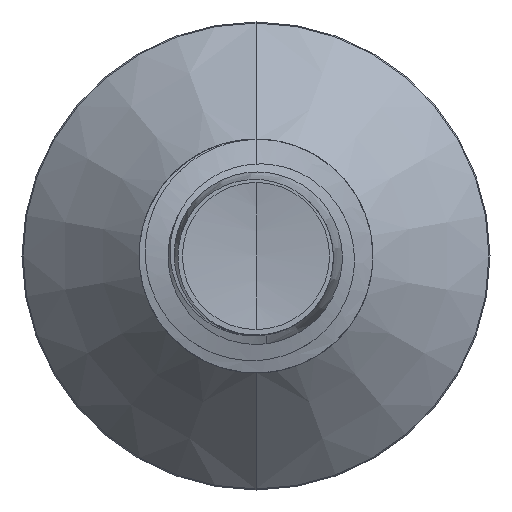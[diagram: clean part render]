
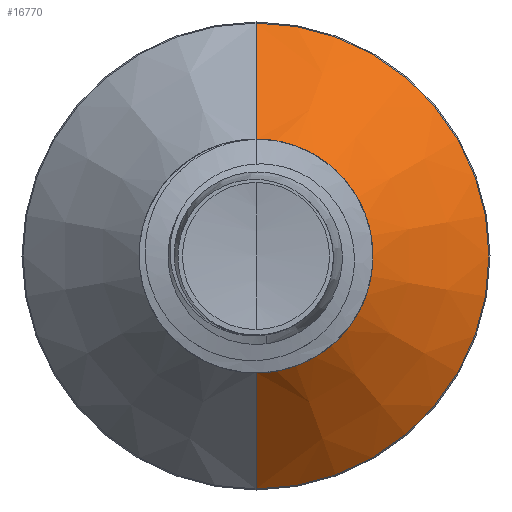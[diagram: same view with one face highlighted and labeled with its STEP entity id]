
A CAD part, front view. The second image highlights one B-rep face of the part: STEP entity #16770.
In plain terms, the highlighted conical face has half-angle 45 degrees and reference radius 0.996 mm.
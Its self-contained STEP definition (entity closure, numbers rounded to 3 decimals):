
#456 = DIRECTION ( 'NONE',  ( 0., 1., 0. ) ) ;
#800 = DIRECTION ( 'NONE',  ( 0., 1., 0. ) ) ;
#1092 = EDGE_CURVE ( 'NONE', #6292, #17749, #12554, .T. ) ;
#1463 = ORIENTED_EDGE ( 'NONE', *, *, #10760, .T. ) ;
#2916 = FACE_OUTER_BOUND ( 'NONE', #17220, .T. ) ;
#3549 = CARTESIAN_POINT ( 'NONE',  ( 0., 5.641, 0. ) ) ;
#4081 = AXIS2_PLACEMENT_3D ( 'NONE', #9900, #800, #11405 ) ;
#4915 = EDGE_CURVE ( 'NONE', #17749, #17735, #12319, .T. ) ;
#5097 = DIRECTION ( 'NONE',  ( 0., 0., 1. ) ) ;
#5294 = LINE ( 'NONE', #9091, #13490 ) ;
#5787 = CONICAL_SURFACE ( 'NONE', #8296, 0.996, 0.785 ) ;
#5901 = CARTESIAN_POINT ( 'NONE',  ( 0., 5.641, 1.991 ) ) ;
#6292 = VERTEX_POINT ( 'NONE', #17153 ) ;
#6791 = ORIENTED_EDGE ( 'NONE', *, *, #1092, .F. ) ;
#7615 = AXIS2_PLACEMENT_3D ( 'NONE', #3549, #14126, #5097 ) ;
#8296 = AXIS2_PLACEMENT_3D ( 'NONE', #9561, #456, #11072 ) ;
#9091 = CARTESIAN_POINT ( 'NONE',  ( 0., 4.646, -0.996 ) ) ;
#9561 = CARTESIAN_POINT ( 'NONE',  ( 0., 4.646, 0. ) ) ;
#9620 = EDGE_CURVE ( 'NONE', #6292, #16083, #10473, .T. ) ;
#9900 = CARTESIAN_POINT ( 'NONE',  ( 0., 4.646, 0. ) ) ;
#10327 = CARTESIAN_POINT ( 'NONE',  ( 0., 4.646, -0.996 ) ) ;
#10336 = ORIENTED_EDGE ( 'NONE', *, *, #4915, .F. ) ;
#10473 = CIRCLE ( 'NONE', #4081, 0.996 ) ;
#10760 = EDGE_CURVE ( 'NONE', #16083, #17735, #5294, .T. ) ;
#11072 = DIRECTION ( 'NONE',  ( 0., 0., 1. ) ) ;
#11405 = DIRECTION ( 'NONE',  ( 0., 0., 1. ) ) ;
#12113 = DIRECTION ( 'NONE',  ( 0., 0.707, -0.707 ) ) ;
#12319 = CIRCLE ( 'NONE', #7615, 1.991 ) ;
#12554 = LINE ( 'NONE', #13246, #16313 ) ;
#13246 = CARTESIAN_POINT ( 'NONE',  ( 0., 4.646, 0.996 ) ) ;
#13490 = VECTOR ( 'NONE', #12113, 1000. ) ;
#14126 = DIRECTION ( 'NONE',  ( 0., 1., 0. ) ) ;
#14563 = DIRECTION ( 'NONE',  ( 0., 0.707, 0.707 ) ) ;
#14921 = CARTESIAN_POINT ( 'NONE',  ( 0., 5.641, -1.991 ) ) ;
#16083 = VERTEX_POINT ( 'NONE', #10327 ) ;
#16313 = VECTOR ( 'NONE', #14563, 1000. ) ;
#16561 = ORIENTED_EDGE ( 'NONE', *, *, #9620, .T. ) ;
#16770 = ADVANCED_FACE ( 'NONE', ( #2916 ), #5787, .T. ) ;
#17153 = CARTESIAN_POINT ( 'NONE',  ( 0., 4.646, 0.996 ) ) ;
#17220 = EDGE_LOOP ( 'NONE', ( #16561, #1463, #10336, #6791 ) ) ;
#17735 = VERTEX_POINT ( 'NONE', #14921 ) ;
#17749 = VERTEX_POINT ( 'NONE', #5901 ) ;
